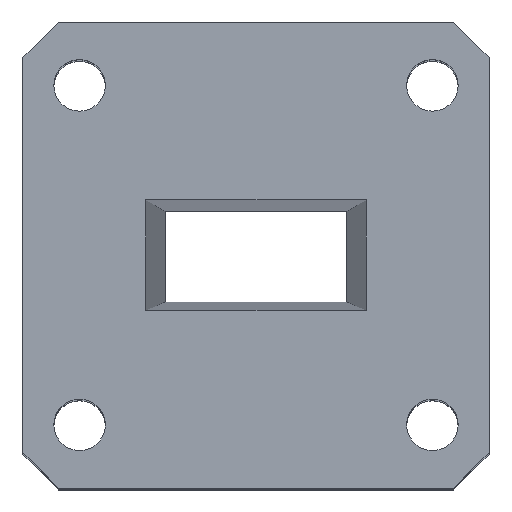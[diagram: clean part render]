
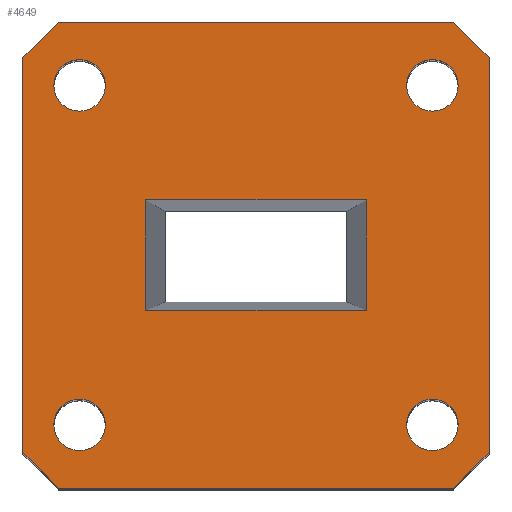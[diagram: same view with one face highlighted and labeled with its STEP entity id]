
A CAD part, top view. The second image highlights one B-rep face of the part: STEP entity #4649.
In plain terms, the highlighted planar face has unit normal (0, 0, 1).
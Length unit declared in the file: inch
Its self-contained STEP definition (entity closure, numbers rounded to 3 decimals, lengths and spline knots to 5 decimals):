
#5 = CARTESIAN_POINT ( 'NONE',  ( 0.497, -0.478, 0. ) ) ;
#59 = EDGE_LOOP ( 'NONE', ( #4918, #1590, #1988, #2032 ) ) ;
#78 = EDGE_CURVE ( 'NONE', #3146, #4316, #557, .T. ) ;
#96 = CARTESIAN_POINT ( 'NONE',  ( -0.311, 0.1555, 0. ) ) ;
#120 = CIRCLE ( 'NONE', #2130, 0.0725 ) ;
#186 = VECTOR ( 'NONE', #1556, 39.37008 ) ;
#220 = FACE_BOUND ( 'NONE', #989, .T. ) ;
#247 = LINE ( 'NONE', #4330, #1187 ) ;
#294 = EDGE_LOOP ( 'NONE', ( #3492 ) ) ;
#310 = AXIS2_PLACEMENT_3D ( 'NONE', #4016, #2850, #2442 ) ;
#316 = DIRECTION ( 'NONE',  ( 0., 0., -1. ) ) ;
#350 = EDGE_CURVE ( 'NONE', #4362, #4362, #4283, .T. ) ;
#412 = AXIS2_PLACEMENT_3D ( 'NONE', #1836, #4646, #3032 ) ;
#431 = VECTOR ( 'NONE', #1704, 39.37008 ) ;
#480 = DIRECTION ( 'NONE',  ( 0., -1., 0. ) ) ;
#491 = CARTESIAN_POINT ( 'NONE',  ( 0.5695, 0.478, 0. ) ) ;
#515 = CARTESIAN_POINT ( 'NONE',  ( 0.5565, -0.6565, 0. ) ) ;
#549 = EDGE_CURVE ( 'NONE', #1283, #684, #4353, .T. ) ;
#556 = ORIENTED_EDGE ( 'NONE', *, *, #1994, .F. ) ;
#557 = LINE ( 'NONE', #2872, #1076 ) ;
#579 = VECTOR ( 'NONE', #926, 39.37008 ) ;
#600 = CARTESIAN_POINT ( 'NONE',  ( 0.6565, 0.5565, 0. ) ) ;
#665 = EDGE_CURVE ( 'NONE', #2425, #1542, #3686, .T. ) ;
#684 = VERTEX_POINT ( 'NONE', #2504 ) ;
#694 = VERTEX_POINT ( 'NONE', #3724 ) ;
#715 = DIRECTION ( 'NONE',  ( 1., 0., 0. ) ) ;
#716 = ORIENTED_EDGE ( 'NONE', *, *, #945, .T. ) ;
#744 = CARTESIAN_POINT ( 'NONE',  ( 0.6565, 0.5565, 0. ) ) ;
#829 = DIRECTION ( 'NONE',  ( 0., 0., 1. ) ) ;
#867 = CARTESIAN_POINT ( 'NONE',  ( -0.6565, -0.5565, 0. ) ) ;
#907 = CARTESIAN_POINT ( 'NONE',  ( -0.311, -0.1555, 0. ) ) ;
#910 = CARTESIAN_POINT ( 'NONE',  ( -0.4245, -0.478, 0. ) ) ;
#924 = VECTOR ( 'NONE', #3927, 39.37008 ) ;
#926 = DIRECTION ( 'NONE',  ( 0.707, -0.707, 0. ) ) ;
#938 = LINE ( 'NONE', #907, #1892 ) ;
#945 = EDGE_CURVE ( 'NONE', #1913, #4190, #1636, .T. ) ;
#971 = ORIENTED_EDGE ( 'NONE', *, *, #3517, .T. ) ;
#989 = EDGE_LOOP ( 'NONE', ( #556 ) ) ;
#1000 = VECTOR ( 'NONE', #1102, 39.37008 ) ;
#1050 = EDGE_CURVE ( 'NONE', #4316, #4084, #938, .T. ) ;
#1055 = ORIENTED_EDGE ( 'NONE', *, *, #549, .T. ) ;
#1076 = VECTOR ( 'NONE', #1261, 39.37008 ) ;
#1102 = DIRECTION ( 'NONE',  ( -0.707, -0.707, 0. ) ) ;
#1107 = LINE ( 'NONE', #2295, #4500 ) ;
#1162 = EDGE_CURVE ( 'NONE', #1542, #1283, #2072, .T. ) ;
#1187 = VECTOR ( 'NONE', #715, 39.37008 ) ;
#1196 = LINE ( 'NONE', #4349, #924 ) ;
#1261 = DIRECTION ( 'NONE',  ( -1., 0., 0. ) ) ;
#1283 = VERTEX_POINT ( 'NONE', #3244 ) ;
#1453 = CARTESIAN_POINT ( 'NONE',  ( 0.311, -0.1555, 0. ) ) ;
#1472 = CARTESIAN_POINT ( 'NONE',  ( -0.497, -0.478, 0. ) ) ;
#1530 = VERTEX_POINT ( 'NONE', #910 ) ;
#1542 = VERTEX_POINT ( 'NONE', #4944 ) ;
#1556 = DIRECTION ( 'NONE',  ( -0.707, 0.707, 0. ) ) ;
#1590 = ORIENTED_EDGE ( 'NONE', *, *, #1630, .F. ) ;
#1630 = EDGE_CURVE ( 'NONE', #3529, #3146, #2820, .T. ) ;
#1636 = LINE ( 'NONE', #515, #2213 ) ;
#1704 = DIRECTION ( 'NONE',  ( -1., 0., 0. ) ) ;
#1723 = VERTEX_POINT ( 'NONE', #600 ) ;
#1763 = VECTOR ( 'NONE', #4246, 39.37008 ) ;
#1804 = ORIENTED_EDGE ( 'NONE', *, *, #4853, .T. ) ;
#1836 = CARTESIAN_POINT ( 'NONE',  ( 0.497, 0.478, 0. ) ) ;
#1852 = VERTEX_POINT ( 'NONE', #2955 ) ;
#1862 = CARTESIAN_POINT ( 'NONE',  ( 0.5565, 0.6565, 0. ) ) ;
#1871 = ORIENTED_EDGE ( 'NONE', *, *, #2218, .T. ) ;
#1884 = DIRECTION ( 'NONE',  ( 0., 1., 0. ) ) ;
#1892 = VECTOR ( 'NONE', #4121, 39.37008 ) ;
#1913 = VERTEX_POINT ( 'NONE', #4541 ) ;
#1930 = ORIENTED_EDGE ( 'NONE', *, *, #1162, .T. ) ;
#1938 = PLANE ( 'NONE',  #2319 ) ;
#1988 = ORIENTED_EDGE ( 'NONE', *, *, #2989, .F. ) ;
#1994 = EDGE_CURVE ( 'NONE', #1530, #1530, #120, .T. ) ;
#1999 = EDGE_CURVE ( 'NONE', #1852, #1913, #247, .T. ) ;
#2032 = ORIENTED_EDGE ( 'NONE', *, *, #1050, .F. ) ;
#2072 = LINE ( 'NONE', #4304, #1000 ) ;
#2130 = AXIS2_PLACEMENT_3D ( 'NONE', #1472, #4274, #3528 ) ;
#2213 = VECTOR ( 'NONE', #4146, 39.37008 ) ;
#2218 = EDGE_CURVE ( 'NONE', #1723, #2425, #2443, .T. ) ;
#2295 = CARTESIAN_POINT ( 'NONE',  ( 0.6565, -0.6565, 0. ) ) ;
#2303 = EDGE_LOOP ( 'NONE', ( #3398 ) ) ;
#2319 = AXIS2_PLACEMENT_3D ( 'NONE', #3956, #316, #4715 ) ;
#2409 = AXIS2_PLACEMENT_3D ( 'NONE', #5, #829, #2812 ) ;
#2414 = CARTESIAN_POINT ( 'NONE',  ( 0.311, 0.1555, 0. ) ) ;
#2425 = VERTEX_POINT ( 'NONE', #1862 ) ;
#2442 = DIRECTION ( 'NONE',  ( 1., 0., 0. ) ) ;
#2443 = LINE ( 'NONE', #744, #186 ) ;
#2504 = CARTESIAN_POINT ( 'NONE',  ( -0.6565, -0.5565, 0. ) ) ;
#2626 = CARTESIAN_POINT ( 'NONE',  ( 0.311, -0.1555, 0. ) ) ;
#2670 = FACE_BOUND ( 'NONE', #294, .T. ) ;
#2739 = LINE ( 'NONE', #867, #579 ) ;
#2779 = EDGE_LOOP ( 'NONE', ( #4250 ) ) ;
#2781 = VECTOR ( 'NONE', #480, 39.37008 ) ;
#2789 = CARTESIAN_POINT ( 'NONE',  ( 0.6565, -0.5565, 0. ) ) ;
#2812 = DIRECTION ( 'NONE',  ( 1., 0., 0. ) ) ;
#2820 = LINE ( 'NONE', #2626, #1763 ) ;
#2850 = DIRECTION ( 'NONE',  ( 0., 0., 1. ) ) ;
#2872 = CARTESIAN_POINT ( 'NONE',  ( -0.311, 0.1555, 0. ) ) ;
#2910 = FACE_BOUND ( 'NONE', #2303, .T. ) ;
#2955 = CARTESIAN_POINT ( 'NONE',  ( -0.5565, -0.6565, 0. ) ) ;
#2989 = EDGE_CURVE ( 'NONE', #4084, #3529, #1196, .T. ) ;
#3032 = DIRECTION ( 'NONE',  ( 1., 0., 0. ) ) ;
#3146 = VERTEX_POINT ( 'NONE', #2414 ) ;
#3244 = CARTESIAN_POINT ( 'NONE',  ( -0.6565, 0.5565, 0. ) ) ;
#3267 = VERTEX_POINT ( 'NONE', #4557 ) ;
#3281 = FACE_BOUND ( 'NONE', #2779, .T. ) ;
#3398 = ORIENTED_EDGE ( 'NONE', *, *, #4769, .F. ) ;
#3492 = ORIENTED_EDGE ( 'NONE', *, *, #350, .F. ) ;
#3517 = EDGE_CURVE ( 'NONE', #4190, #1723, #1107, .T. ) ;
#3528 = DIRECTION ( 'NONE',  ( 1., 0., 0. ) ) ;
#3529 = VERTEX_POINT ( 'NONE', #1453 ) ;
#3533 = CIRCLE ( 'NONE', #310, 0.0725 ) ;
#3686 = LINE ( 'NONE', #4092, #431 ) ;
#3724 = CARTESIAN_POINT ( 'NONE',  ( -0.4245, 0.478, 0. ) ) ;
#3749 = EDGE_CURVE ( 'NONE', #694, #694, #3533, .T. ) ;
#3908 = ORIENTED_EDGE ( 'NONE', *, *, #665, .T. ) ;
#3927 = DIRECTION ( 'NONE',  ( 1., 0., 0. ) ) ;
#3956 = CARTESIAN_POINT ( 'NONE',  ( 0., 0., 0. ) ) ;
#4016 = CARTESIAN_POINT ( 'NONE',  ( -0.497, 0.478, 0. ) ) ;
#4084 = VERTEX_POINT ( 'NONE', #5120 ) ;
#4092 = CARTESIAN_POINT ( 'NONE',  ( -0.6565, 0.6565, 0. ) ) ;
#4121 = DIRECTION ( 'NONE',  ( 0., -1., 0. ) ) ;
#4146 = DIRECTION ( 'NONE',  ( 0.707, 0.707, 0. ) ) ;
#4190 = VERTEX_POINT ( 'NONE', #2789 ) ;
#4246 = DIRECTION ( 'NONE',  ( 0., 1., 0. ) ) ;
#4250 = ORIENTED_EDGE ( 'NONE', *, *, #3749, .F. ) ;
#4274 = DIRECTION ( 'NONE',  ( 0., 0., 1. ) ) ;
#4283 = CIRCLE ( 'NONE', #412, 0.0725 ) ;
#4290 = ORIENTED_EDGE ( 'NONE', *, *, #1999, .T. ) ;
#4304 = CARTESIAN_POINT ( 'NONE',  ( -0.5565, 0.6565, 0. ) ) ;
#4316 = VERTEX_POINT ( 'NONE', #96 ) ;
#4330 = CARTESIAN_POINT ( 'NONE',  ( -0.6565, -0.6565, 0. ) ) ;
#4349 = CARTESIAN_POINT ( 'NONE',  ( -0.311, -0.1555, 0. ) ) ;
#4353 = LINE ( 'NONE', #4937, #2781 ) ;
#4362 = VERTEX_POINT ( 'NONE', #491 ) ;
#4369 = FACE_BOUND ( 'NONE', #59, .T. ) ;
#4500 = VECTOR ( 'NONE', #1884, 39.37008 ) ;
#4541 = CARTESIAN_POINT ( 'NONE',  ( 0.5565, -0.6565, 0. ) ) ;
#4557 = CARTESIAN_POINT ( 'NONE',  ( 0.5695, -0.478, 0. ) ) ;
#4622 = CIRCLE ( 'NONE', #2409, 0.0725 ) ;
#4646 = DIRECTION ( 'NONE',  ( 0., 0., 1. ) ) ;
#4649 = ADVANCED_FACE ( 'NONE', ( #4369, #220, #2910, #2670, #3281, #4681 ), #1938, .F. ) ;
#4681 = FACE_OUTER_BOUND ( 'NONE', #4849, .T. ) ;
#4715 = DIRECTION ( 'NONE',  ( -1., 0., 0. ) ) ;
#4769 = EDGE_CURVE ( 'NONE', #3267, #3267, #4622, .T. ) ;
#4849 = EDGE_LOOP ( 'NONE', ( #3908, #1930, #1055, #1804, #4290, #716, #971, #1871 ) ) ;
#4853 = EDGE_CURVE ( 'NONE', #684, #1852, #2739, .T. ) ;
#4918 = ORIENTED_EDGE ( 'NONE', *, *, #78, .F. ) ;
#4937 = CARTESIAN_POINT ( 'NONE',  ( -0.6565, -0.6565, 0. ) ) ;
#4944 = CARTESIAN_POINT ( 'NONE',  ( -0.5565, 0.6565, 0. ) ) ;
#5120 = CARTESIAN_POINT ( 'NONE',  ( -0.311, -0.1555, 0. ) ) ;
